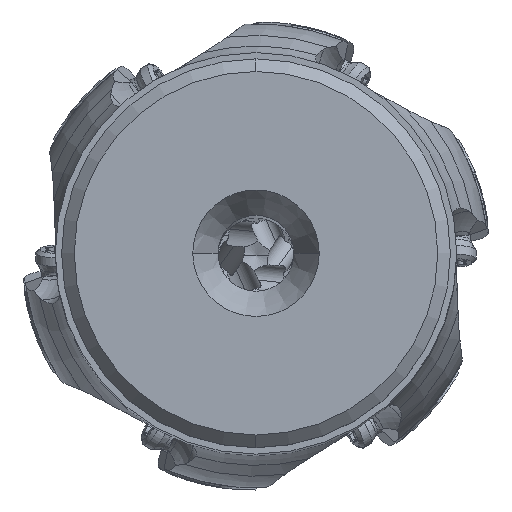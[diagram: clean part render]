
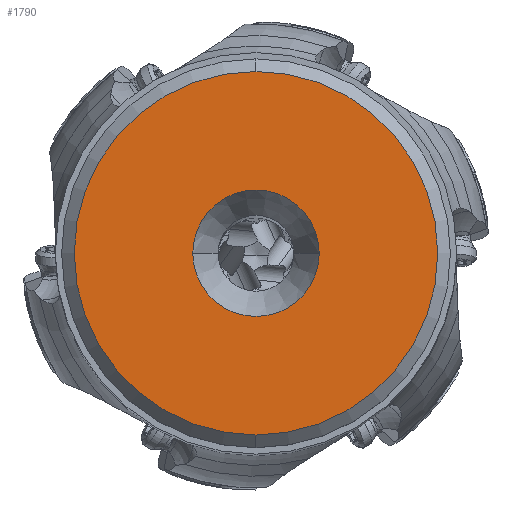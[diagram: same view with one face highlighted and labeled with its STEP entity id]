
A CAD part, top view. The second image highlights one B-rep face of the part: STEP entity #1790.
In plain terms, the highlighted planar face has unit normal (0, 0, 1).
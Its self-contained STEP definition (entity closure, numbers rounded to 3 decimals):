
#1790=ADVANCED_FACE('',(#2433,#2434),#2312,.T.);
#2312=PLANE('',#12044);
#2433=FACE_BOUND('',#2570,.T.);
#2434=FACE_BOUND('',#2571,.T.);
#2570=EDGE_LOOP('',(#4585,#4586,#4587,#4588));
#2571=EDGE_LOOP('',(#4589,#4590));
#3274=CIRCLE('',#12037,5.);
#3275=CIRCLE('',#12039,14.375);
#3276=CIRCLE('',#12040,14.375);
#3277=CIRCLE('',#12041,14.375);
#3278=CIRCLE('',#12042,14.375);
#3279=CIRCLE('',#12043,5.);
#4585=ORIENTED_EDGE('',*,*,#9168,.F.);
#4586=ORIENTED_EDGE('',*,*,#9169,.F.);
#4587=ORIENTED_EDGE('',*,*,#9170,.F.);
#4588=ORIENTED_EDGE('',*,*,#9171,.F.);
#4589=ORIENTED_EDGE('',*,*,#9172,.F.);
#4590=ORIENTED_EDGE('',*,*,#9167,.F.);
#7827=VERTEX_POINT('',#19976);
#7828=VERTEX_POINT('',#19978);
#7829=VERTEX_POINT('',#19982);
#7830=VERTEX_POINT('',#19983);
#7831=VERTEX_POINT('',#19985);
#7832=VERTEX_POINT('',#19987);
#9167=EDGE_CURVE('',#7828,#7827,#3274,.T.);
#9168=EDGE_CURVE('',#7829,#7830,#3275,.T.);
#9169=EDGE_CURVE('',#7831,#7829,#3276,.T.);
#9170=EDGE_CURVE('',#7832,#7831,#3277,.T.);
#9171=EDGE_CURVE('',#7830,#7832,#3278,.T.);
#9172=EDGE_CURVE('',#7827,#7828,#3279,.T.);
#12037=AXIS2_PLACEMENT_3D('',#19979,#13848,#13849);
#12039=AXIS2_PLACEMENT_3D('',#19981,#13852,#13853);
#12040=AXIS2_PLACEMENT_3D('',#19984,#13854,#13855);
#12041=AXIS2_PLACEMENT_3D('',#19986,#13856,#13857);
#12042=AXIS2_PLACEMENT_3D('',#19988,#13858,#13859);
#12043=AXIS2_PLACEMENT_3D('',#19989,#13860,#13861);
#12044=AXIS2_PLACEMENT_3D('',#19990,#13862,#13863);
#13848=DIRECTION('',(0.,0.,1.));
#13849=DIRECTION('',(1.,0.,0.));
#13852=DIRECTION('',(0.,0.,-1.));
#13853=DIRECTION('',(-1.,0.,0.));
#13854=DIRECTION('',(0.,0.,-1.));
#13855=DIRECTION('',(0.,-1.,0.));
#13856=DIRECTION('',(0.,0.,-1.));
#13857=DIRECTION('',(1.,0.,0.));
#13858=DIRECTION('',(0.,0.,-1.));
#13859=DIRECTION('',(0.,1.,0.));
#13860=DIRECTION('',(0.,0.,1.));
#13861=DIRECTION('',(-1.,0.,0.));
#13862=DIRECTION('',(0.,0.,1.));
#13863=DIRECTION('',(1.,0.,0.));
#19976=CARTESIAN_POINT('',(-5.,0.,0.));
#19978=CARTESIAN_POINT('',(5.,0.,0.));
#19979=CARTESIAN_POINT('',(0.,0.,0.));
#19981=CARTESIAN_POINT('',(0.,0.,0.));
#19982=CARTESIAN_POINT('',(-14.375,0.,0.));
#19983=CARTESIAN_POINT('',(0.,14.375,0.));
#19984=CARTESIAN_POINT('',(0.,0.,0.));
#19985=CARTESIAN_POINT('',(0.,-14.375,0.));
#19986=CARTESIAN_POINT('',(0.,0.,0.));
#19987=CARTESIAN_POINT('',(14.375,0.,0.));
#19988=CARTESIAN_POINT('',(0.,0.,0.));
#19989=CARTESIAN_POINT('',(0.,0.,0.));
#19990=CARTESIAN_POINT('',(-0.001,0.,0.));
